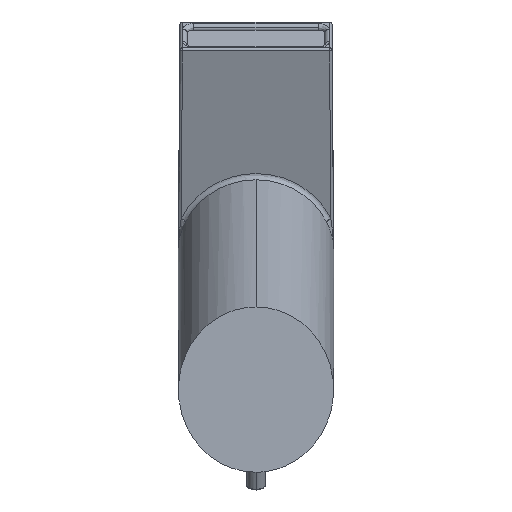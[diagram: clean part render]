
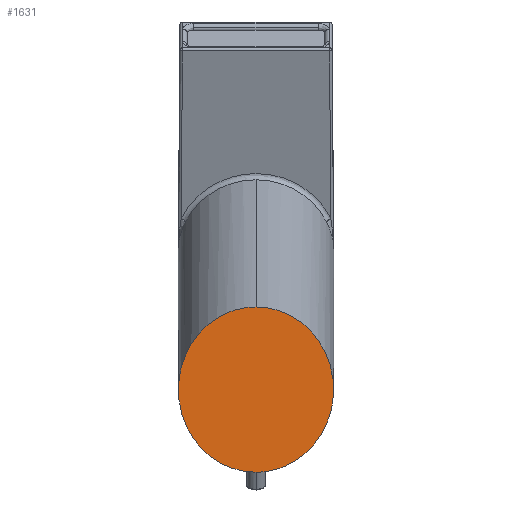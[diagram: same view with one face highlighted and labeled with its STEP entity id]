
A CAD part, front view. The second image highlights one B-rep face of the part: STEP entity #1631.
In plain terms, the highlighted planar face has unit normal (0, -1, 0).
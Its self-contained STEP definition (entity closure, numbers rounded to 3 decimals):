
#19 = CARTESIAN_POINT ( 'NONE',  ( 48.5, 0., 25.806 ) ) ;
#146 = ORIENTED_EDGE ( 'NONE', *, *, #2868, .F. ) ;
#231 = DIRECTION ( 'NONE',  ( 1., 0., 0. ) ) ;
#408 = CARTESIAN_POINT ( 'NONE',  ( -48.5, 0., -25.806 ) ) ;
#817 =( BOUNDED_CURVE ( )  B_SPLINE_CURVE ( 3, ( #2084, #19, #1548, #1586 ),
 .UNSPECIFIED., .F., .F. ) 
 B_SPLINE_CURVE_WITH_KNOTS ( ( 4, 4 ),
 ( 0., 3.142 ),
 .UNSPECIFIED. ) 
 CURVE ( )  GEOMETRIC_REPRESENTATION_ITEM ( )  RATIONAL_B_SPLINE_CURVE ( ( 1., 0.333, 0.333, 1. ) ) 
 REPRESENTATION_ITEM ( '' )  );
#900 = VERTEX_POINT ( 'NONE', #2111 ) ;
#1026 = ORIENTED_EDGE ( 'NONE', *, *, #1212, .F. ) ;
#1049 = PLANE ( 'NONE',  #2841 ) ;
#1212 = EDGE_CURVE ( 'NONE', #3280, #900, #817, .T. ) ;
#1241 = CARTESIAN_POINT ( 'NONE',  ( -48.5, 0., 25.806 ) ) ;
#1536 = FACE_OUTER_BOUND ( 'NONE', #2553, .T. ) ;
#1548 = CARTESIAN_POINT ( 'NONE',  ( 48.5, 0., -25.806 ) ) ;
#1586 = CARTESIAN_POINT ( 'NONE',  ( 0., 0., -25.806 ) ) ;
#1631 = ADVANCED_FACE ( 'NONE', ( #1536 ), #1049, .T. ) ;
#1886 =( BOUNDED_CURVE ( )  B_SPLINE_CURVE ( 3, ( #2405, #408, #1241, #3018 ),
 .UNSPECIFIED., .F., .T. ) 
 B_SPLINE_CURVE_WITH_KNOTS ( ( 4, 4 ),
 ( 3.142, 6.283 ),
 .UNSPECIFIED. ) 
 CURVE ( )  GEOMETRIC_REPRESENTATION_ITEM ( )  RATIONAL_B_SPLINE_CURVE ( ( 1., 0.333, 0.333, 1. ) ) 
 REPRESENTATION_ITEM ( '' )  );
#1965 = CARTESIAN_POINT ( 'NONE',  ( 0., 0., 25.806 ) ) ;
#2084 = CARTESIAN_POINT ( 'NONE',  ( 0., 0., 25.806 ) ) ;
#2111 = CARTESIAN_POINT ( 'NONE',  ( 0., 0., -25.806 ) ) ;
#2405 = CARTESIAN_POINT ( 'NONE',  ( 0., 0., -25.806 ) ) ;
#2553 = EDGE_LOOP ( 'NONE', ( #1026, #146 ) ) ;
#2841 = AXIS2_PLACEMENT_3D ( 'NONE', #3151, #3099, #231 ) ;
#2868 = EDGE_CURVE ( 'NONE', #900, #3280, #1886, .T. ) ;
#3018 = CARTESIAN_POINT ( 'NONE',  ( 0., 0., 25.806 ) ) ;
#3099 = DIRECTION ( 'NONE',  ( 0., -1., 0. ) ) ;
#3151 = CARTESIAN_POINT ( 'NONE',  ( 0., 0., 35.484 ) ) ;
#3280 = VERTEX_POINT ( 'NONE', #1965 ) ;
